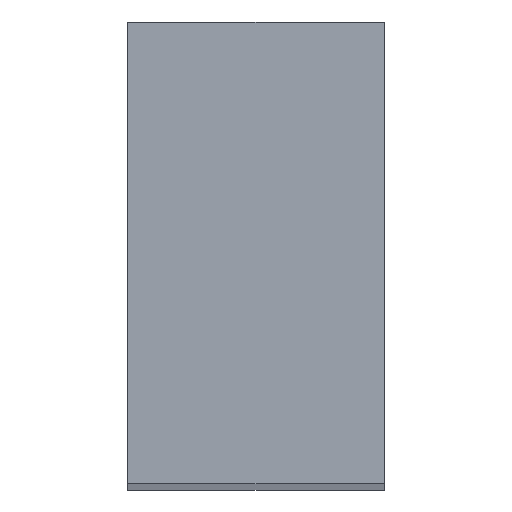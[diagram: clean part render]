
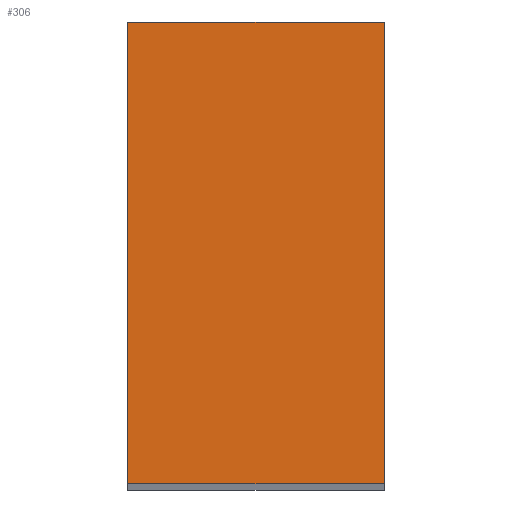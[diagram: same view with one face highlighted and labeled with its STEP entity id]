
A CAD part, top view. The second image highlights one B-rep face of the part: STEP entity #306.
In plain terms, the highlighted planar face has unit normal (0, 0, 1).
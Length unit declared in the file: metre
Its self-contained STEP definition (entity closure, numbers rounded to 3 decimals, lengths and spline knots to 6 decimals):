
#22=LINE('',#479,#42);
#28=LINE('',#491,#48);
#30=LINE('',#500,#50);
#31=LINE('',#514,#51);
#42=VECTOR('',#383,1.);
#48=VECTOR('',#391,1.);
#50=VECTOR('',#401,1.);
#51=VECTOR('',#416,1.);
#59=PLANE('',#350);
#113=ORIENTED_EDGE('',*,*,#164,.F.);
#114=ORIENTED_EDGE('',*,*,#152,.F.);
#115=ORIENTED_EDGE('',*,*,#157,.T.);
#116=ORIENTED_EDGE('',*,*,#146,.T.);
#146=EDGE_CURVE('',#182,#181,#22,.T.);
#152=EDGE_CURVE('',#186,#187,#28,.T.);
#157=EDGE_CURVE('',#186,#182,#30,.T.);
#164=EDGE_CURVE('',#187,#181,#31,.T.);
#181=VERTEX_POINT('',#478);
#182=VERTEX_POINT('',#480);
#186=VERTEX_POINT('',#490);
#187=VERTEX_POINT('',#492);
#238=EDGE_LOOP('',(#113,#114,#115,#116));
#274=FACE_BOUND('',#238,.T.);
#306=ADVANCED_FACE('',(#274),#59,.T.);
#350=AXIS2_PLACEMENT_3D('',#523,#429,#430);
#383=DIRECTION('',(1.,0.,0.));
#391=DIRECTION('',(1.,0.,0.));
#401=DIRECTION('',(0.,-1.,0.));
#416=DIRECTION('',(0.,-1.,0.));
#429=DIRECTION('',(0.,0.,1.));
#430=DIRECTION('',(1.,0.,0.));
#478=CARTESIAN_POINT('',(0.01405,-0.0045,0.0967));
#479=CARTESIAN_POINT('',(0.00905,-0.0045,0.0967));
#480=CARTESIAN_POINT('',(0.00905,-0.0045,0.0967));
#490=CARTESIAN_POINT('',(0.00905,0.0045,0.0967));
#491=CARTESIAN_POINT('',(0.00905,0.0045,0.0967));
#492=CARTESIAN_POINT('',(0.01405,0.0045,0.0967));
#500=CARTESIAN_POINT('',(0.00905,0.0045,0.0967));
#514=CARTESIAN_POINT('',(0.01405,0.0045,0.0967));
#523=CARTESIAN_POINT('',(0.00905,0.0045,0.0967));
